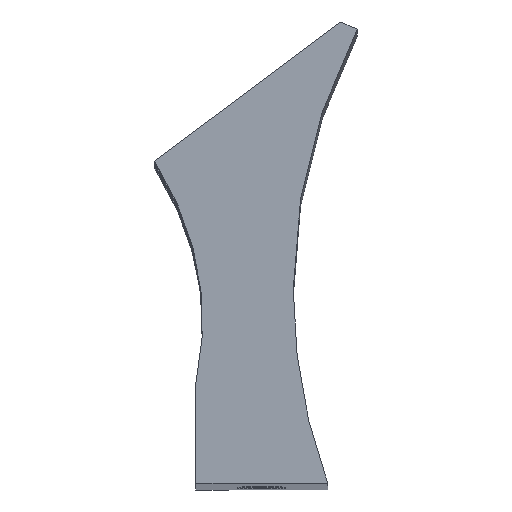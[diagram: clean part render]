
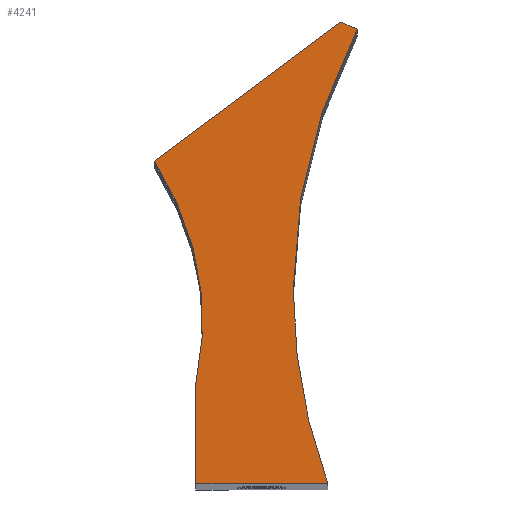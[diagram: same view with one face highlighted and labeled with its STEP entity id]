
A CAD part, top view. The second image highlights one B-rep face of the part: STEP entity #4241.
In plain terms, the highlighted planar face has unit normal (0, 0, 1).
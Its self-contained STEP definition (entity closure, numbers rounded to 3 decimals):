
#12 = EDGE_CURVE ( 'NONE', #3341, #3408, #2122, .T. ) ;
#152 = DIRECTION ( 'NONE',  ( -0.801, -0.599, 0. ) ) ;
#166 = EDGE_CURVE ( 'NONE', #1082, #4070, #3535, .T. ) ;
#184 = AXIS2_PLACEMENT_3D ( 'NONE', #3585, #1733, #4270 ) ;
#239 = DIRECTION ( 'NONE',  ( 0., 0., -1. ) ) ;
#370 = CARTESIAN_POINT ( 'NONE',  ( -5.985, -17.839, 270. ) ) ;
#385 = CARTESIAN_POINT ( 'NONE',  ( 16.064, 30.399, 270. ) ) ;
#438 = DIRECTION ( 'NONE',  ( 0., 0., -1. ) ) ;
#557 = LINE ( 'NONE', #4610, #3483 ) ;
#909 = ORIENTED_EDGE ( 'NONE', *, *, #4543, .T. ) ;
#926 = CARTESIAN_POINT ( 'NONE',  ( 13.815, 31.399, 270. ) ) ;
#1020 = VECTOR ( 'NONE', #2475, 1000. ) ;
#1049 = EDGE_CURVE ( 'NONE', #1921, #1082, #4419, .T. ) ;
#1082 = VERTEX_POINT ( 'NONE', #385 ) ;
#1084 = CARTESIAN_POINT ( 'NONE',  ( 7.317, -5.171, 270. ) ) ;
#1102 = CARTESIAN_POINT ( 'NONE',  ( -11.613, 12.388, 270. ) ) ;
#1133 = ORIENTED_EDGE ( 'NONE', *, *, #1365, .T. ) ;
#1300 = AXIS2_PLACEMENT_3D ( 'NONE', #2420, #239, #2063 ) ;
#1365 = EDGE_CURVE ( 'NONE', #1879, #3341, #557, .T. ) ;
#1733 = DIRECTION ( 'NONE',  ( 0., 0., -1. ) ) ;
#1836 = DIRECTION ( 'NONE',  ( 0., 0., -1. ) ) ;
#1879 = VERTEX_POINT ( 'NONE', #370 ) ;
#1921 = VERTEX_POINT ( 'NONE', #1084 ) ;
#2063 = DIRECTION ( 'NONE',  ( -1., 0., 0. ) ) ;
#2101 = DIRECTION ( 'NONE',  ( 0., -1., 0. ) ) ;
#2122 = LINE ( 'NONE', #2760, #1020 ) ;
#2322 = ORIENTED_EDGE ( 'NONE', *, *, #4324, .T. ) ;
#2383 = CARTESIAN_POINT ( 'NONE',  ( -5.985, -31.601, 270. ) ) ;
#2420 = CARTESIAN_POINT ( 'NONE',  ( -43.827, -9.463, 270. ) ) ;
#2475 = DIRECTION ( 'NONE',  ( 1., 0., 0. ) ) ;
#2584 = VECTOR ( 'NONE', #152, 1000. ) ;
#2712 = ORIENTED_EDGE ( 'NONE', *, *, #166, .T. ) ;
#2760 = CARTESIAN_POINT ( 'NONE',  ( -5.985, -31.601, 270. ) ) ;
#2770 = LINE ( 'NONE', #926, #2584 ) ;
#2830 = DIRECTION ( 'NONE',  ( 0.465, -0.885, 0. ) ) ;
#2898 = VECTOR ( 'NONE', #2830, 1000. ) ;
#2963 = ORIENTED_EDGE ( 'NONE', *, *, #3426, .T. ) ;
#2968 = CARTESIAN_POINT ( 'NONE',  ( 84.015, -5.171, 270. ) ) ;
#3193 = FACE_OUTER_BOUND ( 'NONE', #3361, .T. ) ;
#3209 = VERTEX_POINT ( 'NONE', #1102 ) ;
#3291 = ORIENTED_EDGE ( 'NONE', *, *, #1049, .T. ) ;
#3341 = VERTEX_POINT ( 'NONE', #2383 ) ;
#3345 = EDGE_CURVE ( 'NONE', #4070, #3209, #2770, .T. ) ;
#3350 = CIRCLE ( 'NONE', #4348, 76.698 ) ;
#3361 = EDGE_LOOP ( 'NONE', ( #2963, #1133, #3943, #2322, #3291, #2712, #3699, #909 ) ) ;
#3408 = VERTEX_POINT ( 'NONE', #3911 ) ;
#3426 = EDGE_CURVE ( 'NONE', #3999, #1879, #3616, .T. ) ;
#3483 = VECTOR ( 'NONE', #2101, 1000. ) ;
#3535 = LINE ( 'NONE', #4671, #4596 ) ;
#3585 = CARTESIAN_POINT ( 'NONE',  ( -43.827, -9.463, 270. ) ) ;
#3616 = CIRCLE ( 'NONE', #184, 38.758 ) ;
#3699 = ORIENTED_EDGE ( 'NONE', *, *, #3345, .T. ) ;
#3837 = CARTESIAN_POINT ( 'NONE',  ( -8.464, 6.399, 270. ) ) ;
#3896 = PLANE ( 'NONE',  #1300 ) ;
#3911 = CARTESIAN_POINT ( 'NONE',  ( 12.015, -31.601, 270. ) ) ;
#3943 = ORIENTED_EDGE ( 'NONE', *, *, #12, .T. ) ;
#3999 = VERTEX_POINT ( 'NONE', #4379 ) ;
#4031 = DIRECTION ( 'NONE',  ( 1., 0., 0. ) ) ;
#4032 = AXIS2_PLACEMENT_3D ( 'NONE', #2968, #1836, #4409 ) ;
#4070 = VERTEX_POINT ( 'NONE', #4441 ) ;
#4241 = ADVANCED_FACE ( 'NONE', ( #3193 ), #3896, .F. ) ;
#4246 = DIRECTION ( 'NONE',  ( -0.914, 0.406, 0. ) ) ;
#4270 = DIRECTION ( 'NONE',  ( -1., 0., 0. ) ) ;
#4277 = LINE ( 'NONE', #3837, #2898 ) ;
#4324 = EDGE_CURVE ( 'NONE', #3408, #1921, #3350, .T. ) ;
#4348 = AXIS2_PLACEMENT_3D ( 'NONE', #4418, #438, #4031 ) ;
#4379 = CARTESIAN_POINT ( 'NONE',  ( -8.464, 6.399, 270. ) ) ;
#4409 = DIRECTION ( 'NONE',  ( 1., 0., 0. ) ) ;
#4418 = CARTESIAN_POINT ( 'NONE',  ( 84.015, -5.171, 270. ) ) ;
#4419 = CIRCLE ( 'NONE', #4032, 76.698 ) ;
#4441 = CARTESIAN_POINT ( 'NONE',  ( 13.815, 31.399, 270. ) ) ;
#4543 = EDGE_CURVE ( 'NONE', #3209, #3999, #4277, .T. ) ;
#4596 = VECTOR ( 'NONE', #4246, 1000. ) ;
#4610 = CARTESIAN_POINT ( 'NONE',  ( -5.985, -17.839, 270. ) ) ;
#4671 = CARTESIAN_POINT ( 'NONE',  ( 16.064, 30.399, 270. ) ) ;
